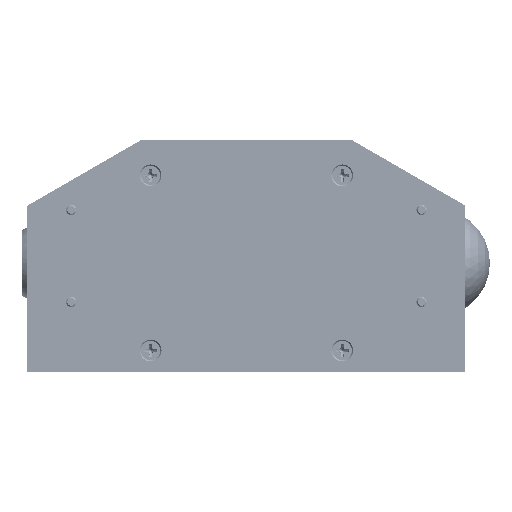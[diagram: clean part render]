
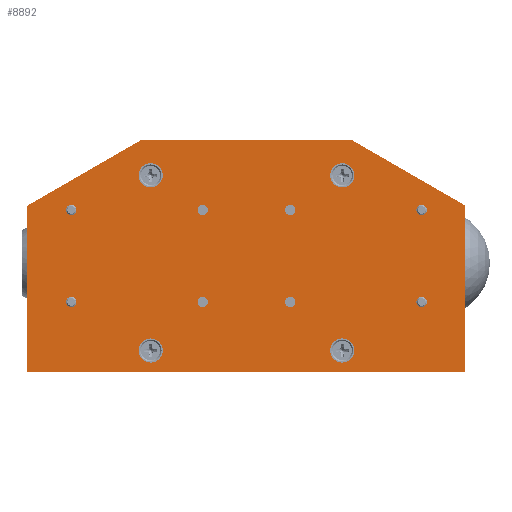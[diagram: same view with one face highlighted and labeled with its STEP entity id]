
A CAD part, front view. The second image highlights one B-rep face of the part: STEP entity #8892.
In plain terms, the highlighted planar face has unit normal (0, -1, 0).
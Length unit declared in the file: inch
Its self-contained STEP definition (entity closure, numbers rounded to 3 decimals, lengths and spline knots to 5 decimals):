
#766=FACE_BOUND('',#2027,.T.);
#767=FACE_BOUND('',#2028,.T.);
#768=FACE_BOUND('',#2029,.T.);
#769=FACE_BOUND('',#2030,.T.);
#770=FACE_BOUND('',#2031,.T.);
#771=FACE_BOUND('',#2032,.T.);
#772=FACE_BOUND('',#2033,.T.);
#773=FACE_BOUND('',#2034,.T.);
#774=FACE_BOUND('',#2035,.T.);
#775=FACE_BOUND('',#2036,.T.);
#776=FACE_BOUND('',#2037,.T.);
#777=FACE_BOUND('',#2038,.T.);
#972=CIRCLE('',#9810,0.05906);
#973=CIRCLE('',#9811,0.05906);
#974=CIRCLE('',#9812,0.05906);
#975=CIRCLE('',#9813,0.05906);
#976=CIRCLE('',#9814,0.05906);
#977=CIRCLE('',#9815,0.05906);
#978=CIRCLE('',#9816,0.05906);
#979=CIRCLE('',#9817,0.05906);
#980=CIRCLE('',#9818,0.1378);
#981=CIRCLE('',#9819,0.1378);
#982=CIRCLE('',#9820,0.1378);
#983=CIRCLE('',#9821,0.1378);
#1482=FACE_OUTER_BOUND('',#2026,.T.);
#2026=EDGE_LOOP('',(#6079,#6080,#6081,#6082,#6083,#6084));
#2027=EDGE_LOOP('',(#6085));
#2028=EDGE_LOOP('',(#6086));
#2029=EDGE_LOOP('',(#6087));
#2030=EDGE_LOOP('',(#6088));
#2031=EDGE_LOOP('',(#6089));
#2032=EDGE_LOOP('',(#6090));
#2033=EDGE_LOOP('',(#6091));
#2034=EDGE_LOOP('',(#6092));
#2035=EDGE_LOOP('',(#6093));
#2036=EDGE_LOOP('',(#6094));
#2037=EDGE_LOOP('',(#6095));
#2038=EDGE_LOOP('',(#6096));
#2777=LINE('',#13656,#3336);
#2779=LINE('',#13660,#3338);
#2780=LINE('',#13662,#3339);
#2781=LINE('',#13664,#3340);
#2782=LINE('',#13666,#3341);
#2783=LINE('',#13667,#3342);
#3336=VECTOR('',#10908,0.3937);
#3338=VECTOR('',#10912,0.3937);
#3339=VECTOR('',#10913,0.3937);
#3340=VECTOR('',#10914,0.3937);
#3341=VECTOR('',#10915,0.3937);
#3342=VECTOR('',#10916,0.3937);
#3895=VERTEX_POINT('',#13653);
#3896=VERTEX_POINT('',#13655);
#3897=VERTEX_POINT('',#13659);
#3898=VERTEX_POINT('',#13661);
#3899=VERTEX_POINT('',#13663);
#3900=VERTEX_POINT('',#13665);
#3901=VERTEX_POINT('',#13668);
#3902=VERTEX_POINT('',#13670);
#3903=VERTEX_POINT('',#13672);
#3904=VERTEX_POINT('',#13674);
#3905=VERTEX_POINT('',#13676);
#3906=VERTEX_POINT('',#13678);
#3907=VERTEX_POINT('',#13680);
#3908=VERTEX_POINT('',#13682);
#3909=VERTEX_POINT('',#13684);
#3910=VERTEX_POINT('',#13686);
#3911=VERTEX_POINT('',#13688);
#3912=VERTEX_POINT('',#13690);
#4771=EDGE_CURVE('',#3895,#3896,#2777,.T.);
#4773=EDGE_CURVE('',#3895,#3897,#2779,.T.);
#4774=EDGE_CURVE('',#3898,#3897,#2780,.T.);
#4775=EDGE_CURVE('',#3898,#3899,#2781,.T.);
#4776=EDGE_CURVE('',#3899,#3900,#2782,.T.);
#4777=EDGE_CURVE('',#3900,#3896,#2783,.T.);
#4778=EDGE_CURVE('',#3901,#3901,#972,.T.);
#4779=EDGE_CURVE('',#3902,#3902,#973,.T.);
#4780=EDGE_CURVE('',#3903,#3903,#974,.T.);
#4781=EDGE_CURVE('',#3904,#3904,#975,.T.);
#4782=EDGE_CURVE('',#3905,#3905,#976,.T.);
#4783=EDGE_CURVE('',#3906,#3906,#977,.T.);
#4784=EDGE_CURVE('',#3907,#3907,#978,.T.);
#4785=EDGE_CURVE('',#3908,#3908,#979,.T.);
#4786=EDGE_CURVE('',#3909,#3909,#980,.T.);
#4787=EDGE_CURVE('',#3910,#3910,#981,.T.);
#4788=EDGE_CURVE('',#3911,#3911,#982,.T.);
#4789=EDGE_CURVE('',#3912,#3912,#983,.T.);
#6079=ORIENTED_EDGE('',*,*,#4771,.F.);
#6080=ORIENTED_EDGE('',*,*,#4773,.T.);
#6081=ORIENTED_EDGE('',*,*,#4774,.F.);
#6082=ORIENTED_EDGE('',*,*,#4775,.T.);
#6083=ORIENTED_EDGE('',*,*,#4776,.T.);
#6084=ORIENTED_EDGE('',*,*,#4777,.T.);
#6085=ORIENTED_EDGE('',*,*,#4778,.T.);
#6086=ORIENTED_EDGE('',*,*,#4779,.T.);
#6087=ORIENTED_EDGE('',*,*,#4780,.T.);
#6088=ORIENTED_EDGE('',*,*,#4781,.T.);
#6089=ORIENTED_EDGE('',*,*,#4782,.T.);
#6090=ORIENTED_EDGE('',*,*,#4783,.T.);
#6091=ORIENTED_EDGE('',*,*,#4784,.T.);
#6092=ORIENTED_EDGE('',*,*,#4785,.T.);
#6093=ORIENTED_EDGE('',*,*,#4786,.T.);
#6094=ORIENTED_EDGE('',*,*,#4787,.T.);
#6095=ORIENTED_EDGE('',*,*,#4788,.T.);
#6096=ORIENTED_EDGE('',*,*,#4789,.T.);
#8688=PLANE('',#9809);
#8892=ADVANCED_FACE('',(#1482,#766,#767,#768,#769,#770,#771,#772,#773,#774,
#775,#776,#777),#8688,.T.);
#9809=AXIS2_PLACEMENT_3D('',#13658,#10910,#10911);
#9810=AXIS2_PLACEMENT_3D('',#13669,#10917,#10918);
#9811=AXIS2_PLACEMENT_3D('',#13671,#10919,#10920);
#9812=AXIS2_PLACEMENT_3D('',#13673,#10921,#10922);
#9813=AXIS2_PLACEMENT_3D('',#13675,#10923,#10924);
#9814=AXIS2_PLACEMENT_3D('',#13677,#10925,#10926);
#9815=AXIS2_PLACEMENT_3D('',#13679,#10927,#10928);
#9816=AXIS2_PLACEMENT_3D('',#13681,#10929,#10930);
#9817=AXIS2_PLACEMENT_3D('',#13683,#10931,#10932);
#9818=AXIS2_PLACEMENT_3D('',#13685,#10933,#10934);
#9819=AXIS2_PLACEMENT_3D('',#13687,#10935,#10936);
#9820=AXIS2_PLACEMENT_3D('',#13689,#10937,#10938);
#9821=AXIS2_PLACEMENT_3D('',#13691,#10939,#10940);
#10908=DIRECTION('',(0.866,0.,-0.5));
#10910=DIRECTION('center_axis',(0.,-1.,0.));
#10911=DIRECTION('ref_axis',(0.,0.,-1.));
#10912=DIRECTION('',(-1.,0.,0.));
#10913=DIRECTION('',(0.866,0.,0.5));
#10914=DIRECTION('',(0.,0.,-1.));
#10915=DIRECTION('',(1.,0.,0.));
#10916=DIRECTION('',(0.,0.,1.));
#10917=DIRECTION('center_axis',(0.,1.,0.));
#10918=DIRECTION('ref_axis',(1.,0.,0.));
#10919=DIRECTION('center_axis',(0.,1.,0.));
#10920=DIRECTION('ref_axis',(1.,0.,0.));
#10921=DIRECTION('center_axis',(0.,1.,0.));
#10922=DIRECTION('ref_axis',(1.,0.,0.));
#10923=DIRECTION('center_axis',(0.,1.,0.));
#10924=DIRECTION('ref_axis',(1.,0.,0.));
#10925=DIRECTION('center_axis',(0.,1.,0.));
#10926=DIRECTION('ref_axis',(1.,0.,0.));
#10927=DIRECTION('center_axis',(0.,1.,0.));
#10928=DIRECTION('ref_axis',(1.,0.,0.));
#10929=DIRECTION('center_axis',(0.,1.,0.));
#10930=DIRECTION('ref_axis',(1.,0.,0.));
#10931=DIRECTION('center_axis',(0.,1.,0.));
#10932=DIRECTION('ref_axis',(1.,0.,0.));
#10933=DIRECTION('center_axis',(0.,1.,0.));
#10934=DIRECTION('ref_axis',(1.,0.,0.));
#10935=DIRECTION('center_axis',(0.,1.,0.));
#10936=DIRECTION('ref_axis',(1.,0.,0.));
#10937=DIRECTION('center_axis',(0.,1.,0.));
#10938=DIRECTION('ref_axis',(1.,0.,0.));
#10939=DIRECTION('center_axis',(0.,1.,0.));
#10940=DIRECTION('ref_axis',(1.,0.,0.));
#13653=CARTESIAN_POINT('',(1.20096,-0.03,1.325));
#13655=CARTESIAN_POINT('',(2.5,-0.03,0.575));
#13656=CARTESIAN_POINT('',(1.36223,-0.03,1.23189));
#13658=CARTESIAN_POINT('Origin',(0.,-0.03,0.));
#13659=CARTESIAN_POINT('',(-1.20096,-0.03,1.325));
#13660=CARTESIAN_POINT('',(2.5,-0.03,1.325));
#13661=CARTESIAN_POINT('',(-2.5,-0.03,0.575));
#13662=CARTESIAN_POINT('',(-1.36223,-0.03,1.23189));
#13663=CARTESIAN_POINT('',(-2.5,-0.03,-1.325));
#13664=CARTESIAN_POINT('',(-2.5,-0.03,1.325));
#13665=CARTESIAN_POINT('',(2.5,-0.03,-1.325));
#13666=CARTESIAN_POINT('',(-2.5,-0.03,-1.325));
#13667=CARTESIAN_POINT('',(2.5,-0.03,-1.325));
#13668=CARTESIAN_POINT('',(-0.55906,-0.03,0.525));
#13669=CARTESIAN_POINT('Origin',(-0.5,-0.03,0.525));
#13670=CARTESIAN_POINT('',(1.94094,-0.03,0.525));
#13671=CARTESIAN_POINT('Origin',(2.,-0.03,0.525));
#13672=CARTESIAN_POINT('',(0.44094,-0.03,-0.525));
#13673=CARTESIAN_POINT('Origin',(0.5,-0.03,-0.525));
#13674=CARTESIAN_POINT('',(-2.05906,-0.03,-0.525));
#13675=CARTESIAN_POINT('Origin',(-2.,-0.03,-0.525));
#13676=CARTESIAN_POINT('',(-0.55906,-0.03,-0.525));
#13677=CARTESIAN_POINT('Origin',(-0.5,-0.03,-0.525));
#13678=CARTESIAN_POINT('',(1.94094,-0.03,-0.525));
#13679=CARTESIAN_POINT('Origin',(2.,-0.03,-0.525));
#13680=CARTESIAN_POINT('',(0.44094,-0.03,0.525));
#13681=CARTESIAN_POINT('Origin',(0.5,-0.03,0.525));
#13682=CARTESIAN_POINT('',(-2.05906,-0.03,0.525));
#13683=CARTESIAN_POINT('Origin',(-2.,-0.03,0.525));
#13684=CARTESIAN_POINT('',(1.2313,-0.03,-1.07891));
#13685=CARTESIAN_POINT('Origin',(1.0935,-0.03,-1.07891));
#13686=CARTESIAN_POINT('',(-0.95571,-0.03,0.92109));
#13687=CARTESIAN_POINT('Origin',(-1.09351,-0.03,0.92109));
#13688=CARTESIAN_POINT('',(-0.95571,-0.03,-1.07891));
#13689=CARTESIAN_POINT('Origin',(-1.09351,-0.03,-1.07891));
#13690=CARTESIAN_POINT('',(1.2313,-0.03,0.92109));
#13691=CARTESIAN_POINT('Origin',(1.0935,-0.03,0.92109));
